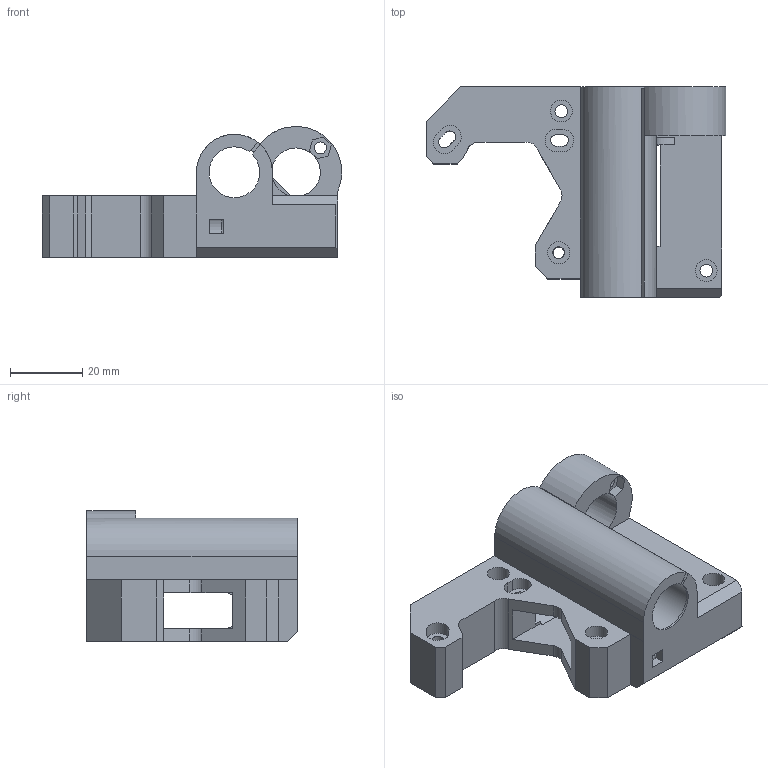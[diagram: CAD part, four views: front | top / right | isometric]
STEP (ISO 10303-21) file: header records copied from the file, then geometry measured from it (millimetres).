
FILE_DESCRIPTION(/* description */ (''),/* implementation_level */ '2;1');
FILE_NAME(/* name */ 'X End Motor.step',/* time_stamp */ '2025-07-01T16:21:53+12:00',/* author */ (''),/* organization */ (''),/* preprocessor_version */ 'ST-DEVELOPER v20.1',/* originating_system */ 'Autodesk Translation Framework v14.10.0.0',/* authorisation */ '');
FILE_SCHEMA (('AUTOMOTIVE_DESIGN { 1 0 10303 214 3 1 1 }'));
Length unit declared in the file: millimetre
Products named in the file (3): Prusa I3 Mk3 Linear Rail Modification; X-axis Assembly; X-end Motor
Assembly tree (2 placements, depth 3):
  Prusa I3 Mk3 Linear Rail Modification
    X-axis Assembly
      X-end Motor
Bounding box: 82.58 x 58 x 36.11 mm (x, y, z)
Volume: 42714.9 mm3; surface area: 25552.7 mm2
Topology: 1 solids, 1 shells, 255 faces, 734 edges, 488 vertices
Faces by surface type: plane 163, cylinder 66, bspline 16, cone 10
Full cylindrical faces by diameter (mm): 3.1 x1, 3.3 x3, 3.4 x2, 3.5 x2, 6 x2, 6.1 x1, 6.4 x1, 13.4 x1, 15.082 x1
Entity records: 9490 total; most frequent: CARTESIAN_POINT 2580, ORIENTED_EDGE 1468, DIRECTION 1315, EDGE_CURVE 734, LINE 533, VECTOR 533, VERTEX_POINT 488, AXIS2_PLACEMENT_3D 391
